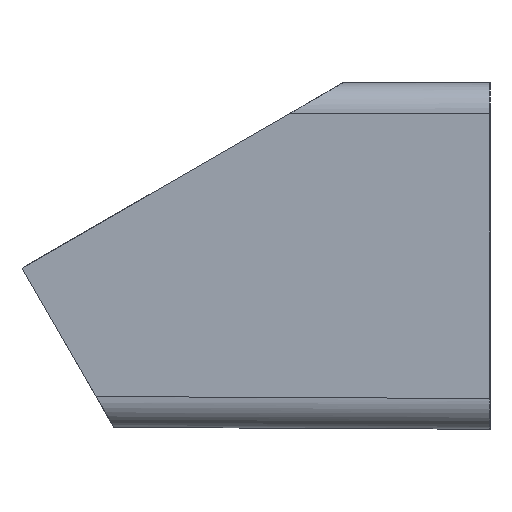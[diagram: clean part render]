
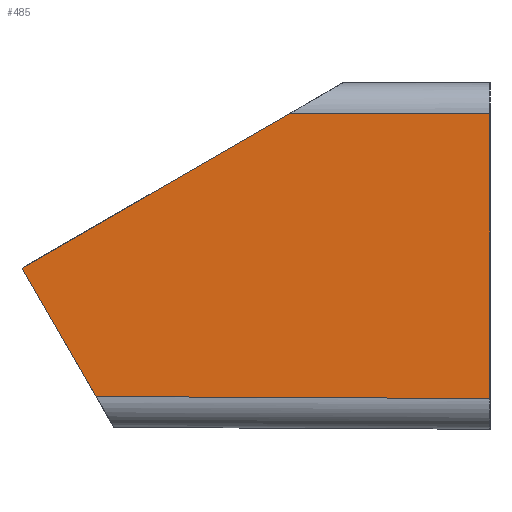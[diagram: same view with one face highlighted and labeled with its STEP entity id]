
A CAD part, left-side view. The second image highlights one B-rep face of the part: STEP entity #485.
In plain terms, the highlighted planar face has unit normal (-1, 0, 0).
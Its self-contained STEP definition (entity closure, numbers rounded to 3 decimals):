
#39=PLANE('',#528);
#56=FACE_OUTER_BOUND('',#81,.T.);
#81=EDGE_LOOP('',(#354,#355,#356,#357,#358));
#121=LINE('',#734,#170);
#123=LINE('',#740,#172);
#125=LINE('',#744,#174);
#126=LINE('',#746,#175);
#127=LINE('',#747,#176);
#170=VECTOR('',#588,10.);
#172=VECTOR('',#594,5.);
#174=VECTOR('',#598,10.);
#175=VECTOR('',#599,10.);
#176=VECTOR('',#600,10.);
#228=VERTEX_POINT('',#731);
#229=VERTEX_POINT('',#733);
#231=VERTEX_POINT('',#738);
#232=VERTEX_POINT('',#743);
#233=VERTEX_POINT('',#745);
#276=EDGE_CURVE('',#228,#229,#121,.T.);
#279=EDGE_CURVE('',#231,#228,#123,.T.);
#281=EDGE_CURVE('',#231,#232,#125,.T.);
#282=EDGE_CURVE('',#233,#232,#126,.T.);
#283=EDGE_CURVE('',#229,#233,#127,.T.);
#354=ORIENTED_EDGE('',*,*,#279,.F.);
#355=ORIENTED_EDGE('',*,*,#281,.T.);
#356=ORIENTED_EDGE('',*,*,#282,.F.);
#357=ORIENTED_EDGE('',*,*,#283,.F.);
#358=ORIENTED_EDGE('',*,*,#276,.F.);
#485=ADVANCED_FACE('',(#56),#39,.T.);
#528=AXIS2_PLACEMENT_3D('',#742,#596,#597);
#588=DIRECTION('',(0.,0.5,0.866));
#594=DIRECTION('',(0.,1.,0.005));
#596=DIRECTION('center_axis',(-1.,0.,0.));
#597=DIRECTION('ref_axis',(0.,-0.866,0.5));
#598=DIRECTION('',(0.,0.,1.));
#599=DIRECTION('',(0.,-1.,0.));
#600=DIRECTION('',(0.,-0.866,0.5));
#731=CARTESIAN_POINT('',(-54.25,45.232,40.296));
#733=CARTESIAN_POINT('',(-54.25,57.226,61.071));
#734=CARTESIAN_POINT('',(-54.25,52.351,52.627));
#738=CARTESIAN_POINT('',(-54.25,-18.5,39.975));
#740=CARTESIAN_POINT('',(-54.25,27.183,40.205));
#742=CARTESIAN_POINT('Origin',(-54.25,52.351,52.627));
#743=CARTESIAN_POINT('',(-54.25,-18.5,86.071));
#744=CARTESIAN_POINT('',(-54.25,-18.5,91.071));
#745=CARTESIAN_POINT('',(-54.25,13.925,86.071));
#746=CARTESIAN_POINT('',(-54.25,16.925,86.071));
#747=CARTESIAN_POINT('',(-54.25,57.226,61.071));
